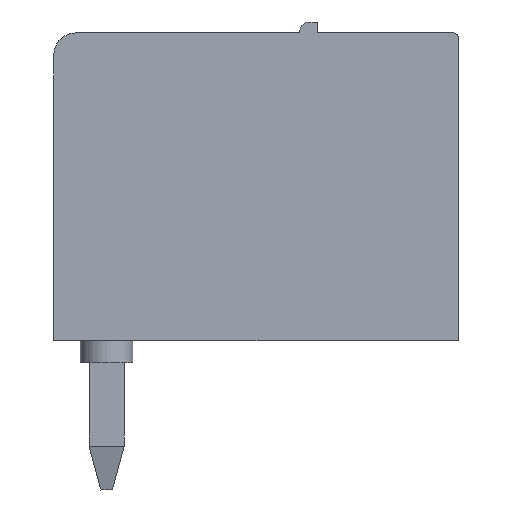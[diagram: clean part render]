
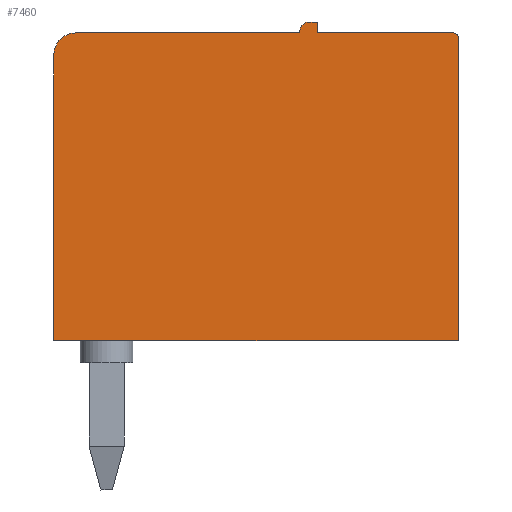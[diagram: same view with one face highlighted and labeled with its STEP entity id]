
A CAD part, left-side view. The second image highlights one B-rep face of the part: STEP entity #7460.
In plain terms, the highlighted face is planar.
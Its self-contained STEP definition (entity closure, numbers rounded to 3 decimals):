
#200=CARTESIAN_POINT('',(5.6,7.,2.45));
#210=VERTEX_POINT('',#200);
#240=CARTESIAN_POINT('',(0.,7.,2.45));
#250=DIRECTION('',(1.,0.,0.));
#260=VECTOR('',#250,1.);
#270=LINE('',#240,#260);
#280=CARTESIAN_POINT('',(0.5,7.,2.45));
#290=VERTEX_POINT('',#280);
#300=EDGE_CURVE('',#290,#210,#270,.T.);
#2000=CARTESIAN_POINT('',(6.,7.,2.45));
#2010=VERTEX_POINT('',#2000);
#2040=CARTESIAN_POINT('',(6.,0.,2.45));
#2050=DIRECTION('',(0.,-1.,0.));
#2060=VECTOR('',#2050,1.);
#2070=LINE('',#2040,#2060);
#2080=CARTESIAN_POINT('',(6.,7.25,2.45));
#2090=VERTEX_POINT('',#2080);
#2100=EDGE_CURVE('',#2090,#2010,#2070,.T.);
#2420=CARTESIAN_POINT('',(0.,7.25,2.45));
#2430=DIRECTION('',(1.,0.,0.));
#2440=VECTOR('',#2430,1.);
#2450=LINE('',#2420,#2440);
#2460=CARTESIAN_POINT('',(5.8,7.25,2.45));
#2470=VERTEX_POINT('',#2460);
#2480=EDGE_CURVE('',#2470,#2090,#2450,.T.);
#2710=CARTESIAN_POINT('',(0.5,6.5,2.45));
#2720=DIRECTION('',(0.,0.,1.));
#2730=DIRECTION('',(1.,0.,0.));
#2740=AXIS2_PLACEMENT_3D('',#2710,#2720,#2730);
#2750=CIRCLE('',#2740,0.5);
#2760=CARTESIAN_POINT('',(0.,6.5,2.45));
#2770=VERTEX_POINT('',#2760);
#2780=EDGE_CURVE('',#290,#2770,#2750,.T.);
#4490=CARTESIAN_POINT('',(5.8,7.05,2.45));
#4500=DIRECTION('',(0.,0.,1.));
#4510=DIRECTION('',(1.,0.,0.));
#4520=AXIS2_PLACEMENT_3D('',#4490,#4500,#4510);
#4530=CIRCLE('',#4520,0.2);
#4540=CARTESIAN_POINT('',(5.6,7.05,2.45));
#4550=VERTEX_POINT('',#4540);
#4560=EDGE_CURVE('',#2470,#4550,#4530,.T.);
#5330=CARTESIAN_POINT('',(9.2,6.9,2.45));
#5340=VERTEX_POINT('',#5330);
#5370=CARTESIAN_POINT('',(9.1,6.9,2.45));
#5380=DIRECTION('',(0.,0.,1.));
#5390=DIRECTION('',(1.,0.,0.));
#5400=AXIS2_PLACEMENT_3D('',#5370,#5380,#5390);
#5410=CIRCLE('',#5400,0.1);
#5420=CARTESIAN_POINT('',(9.1,7.,2.45));
#5430=VERTEX_POINT('',#5420);
#5440=EDGE_CURVE('',#5340,#5430,#5410,.T.);
#6110=CARTESIAN_POINT('',(0.,0.,2.45));
#6120=VERTEX_POINT('',#6110);
#6150=CARTESIAN_POINT('',(0.,0.,2.45));
#6160=DIRECTION('',(-1.,0.,0.));
#6170=VECTOR('',#6160,1.);
#6180=LINE('',#6150,#6170);
#6190=CARTESIAN_POINT('',(9.2,0.,2.45));
#6200=VERTEX_POINT('',#6190);
#6210=EDGE_CURVE('',#6200,#6120,#6180,.T.);
#7080=CARTESIAN_POINT('',(0.,0.,2.45));
#7090=DIRECTION('',(0.,0.,1.));
#7100=DIRECTION('',(1.,0.,0.));
#7110=AXIS2_PLACEMENT_3D('',#7080,#7090,#7100);
#7120=PLANE('',#7110);
#7130=CARTESIAN_POINT('',(9.2,0.,2.45));
#7140=DIRECTION('',(0.,-1.,0.));
#7150=VECTOR('',#7140,1.);
#7160=LINE('',#7130,#7150);
#7170=EDGE_CURVE('',#5340,#6200,#7160,.T.);
#7180=ORIENTED_EDGE('',*,*,#7170,.F.);
#7190=ORIENTED_EDGE('',*,*,#6210,.F.);
#7200=CARTESIAN_POINT('',(0.,0.,2.45));
#7210=DIRECTION('',(0.,1.,0.));
#7220=VECTOR('',#7210,1.);
#7230=LINE('',#7200,#7220);
#7240=EDGE_CURVE('',#6120,#2770,#7230,.T.);
#7250=ORIENTED_EDGE('',*,*,#7240,.F.);
#7260=ORIENTED_EDGE('',*,*,#2780,.T.);
#7270=ORIENTED_EDGE('',*,*,#300,.F.);
#7280=CARTESIAN_POINT('',(5.6,0.,2.45));
#7290=DIRECTION('',(0.,1.,0.));
#7300=VECTOR('',#7290,1.);
#7310=LINE('',#7280,#7300);
#7320=EDGE_CURVE('',#210,#4550,#7310,.T.);
#7330=ORIENTED_EDGE('',*,*,#7320,.F.);
#7340=ORIENTED_EDGE('',*,*,#4560,.T.);
#7350=ORIENTED_EDGE('',*,*,#2480,.F.);
#7360=ORIENTED_EDGE('',*,*,#2100,.F.);
#7370=CARTESIAN_POINT('',(0.,7.,2.45));
#7380=DIRECTION('',(1.,0.,0.));
#7390=VECTOR('',#7380,1.);
#7400=LINE('',#7370,#7390);
#7410=EDGE_CURVE('',#2010,#5430,#7400,.T.);
#7420=ORIENTED_EDGE('',*,*,#7410,.F.);
#7430=ORIENTED_EDGE('',*,*,#5440,.T.);
#7440=EDGE_LOOP('',(#7430,#7420,#7360,#7350,#7340,#7330,#7270,#7260,
#7250,#7190,#7180));
#7450=FACE_OUTER_BOUND('',#7440,.T.);
#7460=ADVANCED_FACE('',(#7450),#7120,.T.);
